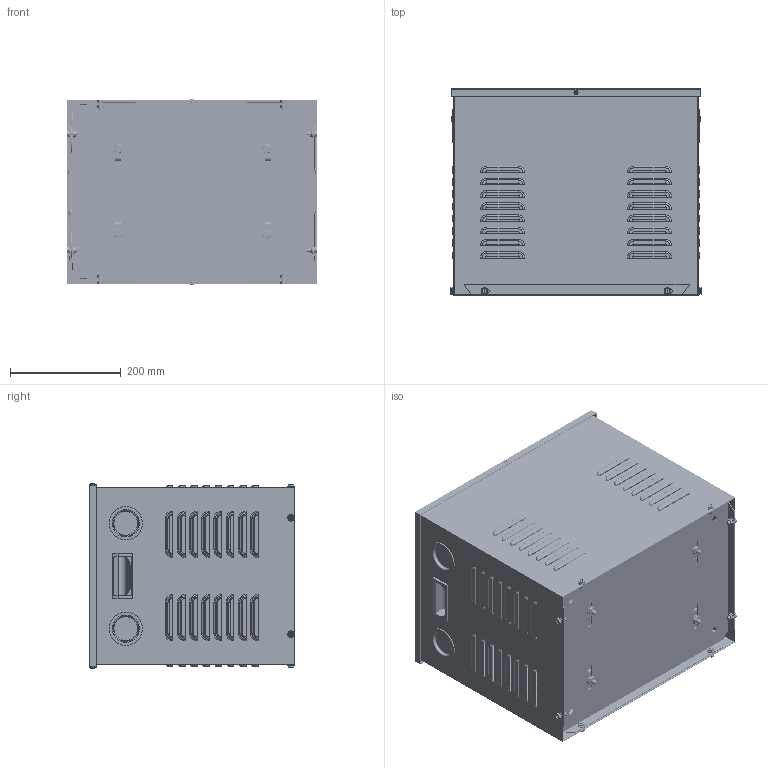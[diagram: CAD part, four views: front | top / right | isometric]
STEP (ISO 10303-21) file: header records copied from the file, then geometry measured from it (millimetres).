
FILE_DESCRIPTION((''),'2;1');
FILE_NAME('SBK-10KVA_480V-380V_ASM','2024-08-14T',('Administrator'),(''),'PRO/ENGINEER BY PARAMETRIC TECHNOLOGY CORPORATION, 2008380','PRO/ENGINEER BY PARAMETRIC TECHNOLOGY CORPORATION, 2008380','');
FILE_SCHEMA(('CONFIG_CONTROL_DESIGN'));
Length unit declared in the file: millimetre
Products named in the file (30): PRT0001_3; PRT0002_2; PRT0003_1; PRT0004_1; PRT0007_3; PRT0005_2; PRT0006_1; MANIFOLD_SOLID_BREP_327_1; MANIFOLD_SOLID_BREP_328_1; MANIFOLD_SOLID_BREP_329_1; MANIFOLD_SOLID_BREP_330_1; MANIFOLD_SOLID_BREP_331_1; MANIFOLD_SOLID_BREP_332_1; MANIFOLD_SOLID_BREP_333_1; MANIFOLD_SOLID_BREP_334_1; ADMI1E9C3DA79MFN_ASM_1_ASM; 000_ASM_1_ASM; PRT0008_1; ASM0001_ASM_7_ASM; PRT0009; PRT0010; PRT0011; PRT0012; PRT0013; PRT0014; PRT0015; PRT0016; PRT0017; FUSHOU; SBK-10KVA_480V-380V_ASM
Assembly tree (72 placements, depth 5):
  SBK-10KVA_480V-380V_ASM
    ASM0001_ASM_7_ASM
      PRT0001_3
      PRT0002_2  x2
      PRT0003_1  x2
      PRT0004_1  x8
      PRT0007_3  x3
      PRT0005_2  x4
      PRT0006_1  x4
      000_ASM_1_ASM  x2
        ADMI1E9C3DA79MFN_ASM_1_ASM
          MANIFOLD_SOLID_BREP_327_1
          MANIFOLD_SOLID_BREP_328_1
          MANIFOLD_SOLID_BREP_329_1
          MANIFOLD_SOLID_BREP_330_1
          MANIFOLD_SOLID_BREP_331_1
          MANIFOLD_SOLID_BREP_332_1
          MANIFOLD_SOLID_BREP_333_1
          MANIFOLD_SOLID_BREP_334_1
      PRT0008_1
    PRT0009
    PRT0010
    PRT0011  x8
    PRT0012  x8
    PRT0013  x4
    PRT0014  x4
    PRT0015
    PRT0016  x2
    PRT0017  x4
    FUSHOU  x2
Bounding box: 451 x 371.2 x 335 mm (x, y, z)
Volume: 13231215.2 mm3; surface area: 3193165.5 mm2
Topology: 76 solids, 88 shells, 5713 faces, 14848 edges, 9448 vertices
Faces by surface type: plane 3195, cylinder 1641, torus 608, bspline 219, cone 32, sphere 18
Entity records: 90870 total; most frequent: CARTESIAN_POINT 18074, DIRECTION 15709, ORIENTED_EDGE 14912, EDGE_CURVE 7456, AXIS2_PLACEMENT_3D 5648, VERTEX_POINT 4764, VECTOR 4413, LINE 4413
